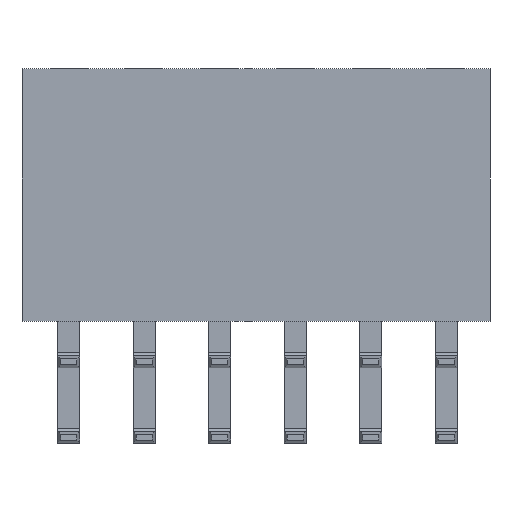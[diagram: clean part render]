
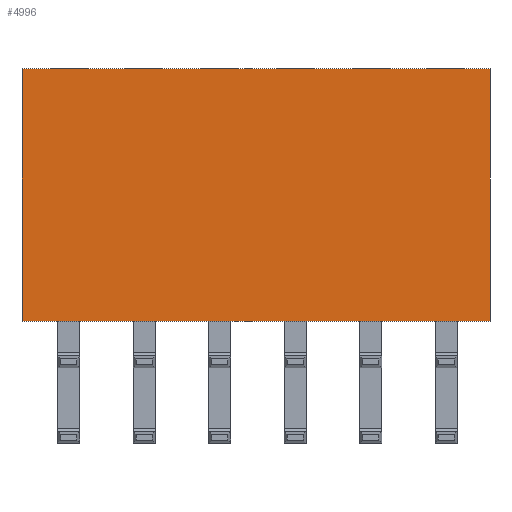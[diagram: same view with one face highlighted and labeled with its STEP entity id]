
A CAD part, front view. The second image highlights one B-rep face of the part: STEP entity #4996.
In plain terms, the highlighted planar face has unit normal (0, -1, 0).
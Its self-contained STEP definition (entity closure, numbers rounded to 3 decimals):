
#528=ORIENTED_EDGE('',*,*,#1872,.F.);
#529=ORIENTED_EDGE('',*,*,#1883,.F.);
#530=ORIENTED_EDGE('',*,*,#1877,.F.);
#531=ORIENTED_EDGE('',*,*,#1574,.F.);
#1574=EDGE_CURVE('',#2292,#2293,#2752,.T.);
#1872=EDGE_CURVE('',#2517,#2292,#3050,.T.);
#1877=EDGE_CURVE('',#2293,#2520,#3055,.T.);
#1883=EDGE_CURVE('',#2520,#2517,#3061,.T.);
#2292=VERTEX_POINT('',#6861);
#2293=VERTEX_POINT('',#6863);
#2517=VERTEX_POINT('',#7434);
#2520=VERTEX_POINT('',#7444);
#2752=LINE('',#6862,#3446);
#3050=LINE('',#7435,#3744);
#3055=LINE('',#7443,#3749);
#3061=LINE('',#7453,#3755);
#3446=VECTOR('',#5563,1000.);
#3744=VECTOR('',#5961,1000.);
#3749=VECTOR('',#5968,1000.);
#3755=VECTOR('',#5978,1000.);
#4192=EDGE_LOOP('',(#528,#529,#530,#531));
#4480=FACE_BOUND('',#4192,.T.);
#4744=PLANE('',#5298);
#4996=ADVANCED_FACE('',(#4480),#4744,.F.);
#5298=AXIS2_PLACEMENT_3D('',#7454,#5979,#5980);
#5563=DIRECTION('',(1.,0.,0.));
#5961=DIRECTION('',(0.,0.,1.));
#5968=DIRECTION('',(0.,0.,-1.));
#5978=DIRECTION('',(-1.,0.,0.));
#5979=DIRECTION('',(0.,1.,0.));
#5980=DIRECTION('',(0.,0.,1.));
#6861=CARTESIAN_POINT('',(-7.87,-2.5,4.25));
#6862=CARTESIAN_POINT('',(-7.87,-2.5,4.25));
#6863=CARTESIAN_POINT('',(7.87,-2.5,4.25));
#7434=CARTESIAN_POINT('',(-7.87,-2.5,-4.25));
#7435=CARTESIAN_POINT('',(-7.87,-2.5,-4.25));
#7443=CARTESIAN_POINT('',(7.87,-2.5,4.25));
#7444=CARTESIAN_POINT('',(7.87,-2.5,-4.25));
#7453=CARTESIAN_POINT('',(7.87,-2.5,-4.25));
#7454=CARTESIAN_POINT('',(0.,-2.5,0.));
